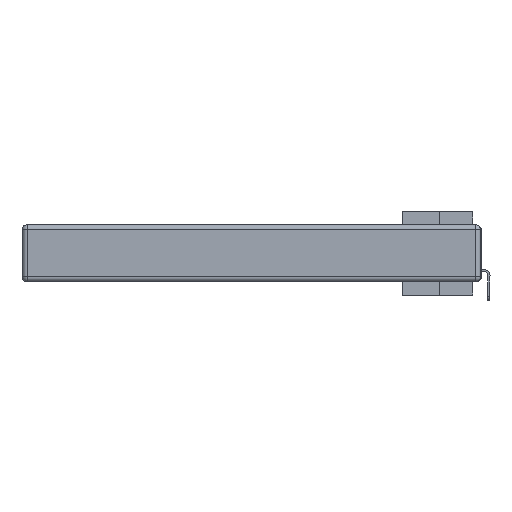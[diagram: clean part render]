
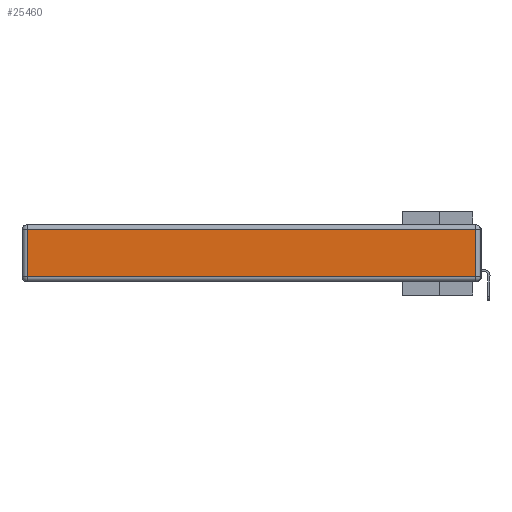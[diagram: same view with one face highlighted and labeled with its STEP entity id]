
A CAD part, left-side view. The second image highlights one B-rep face of the part: STEP entity #25460.
In plain terms, the highlighted planar face has unit normal (-1, 0, 0).
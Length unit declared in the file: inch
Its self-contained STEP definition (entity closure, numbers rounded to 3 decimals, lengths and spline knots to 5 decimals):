
#717 = CARTESIAN_POINT ( 'NONE',  ( 0., 2.72, -0.343 ) ) ;
#1308 = DIRECTION ( 'NONE',  ( 0., -1., 0. ) ) ;
#1335 = VECTOR ( 'NONE', #16559, 39.37008 ) ;
#2160 = VECTOR ( 'NONE', #21480, 39.37008 ) ;
#2897 = CARTESIAN_POINT ( 'NONE',  ( 0., 2.72, -0.313 ) ) ;
#3056 = PLANE ( 'NONE',  #29621 ) ;
#3556 = VERTEX_POINT ( 'NONE', #2897 ) ;
#4491 = CARTESIAN_POINT ( 'NONE',  ( 0., 0.03, -0.313 ) ) ;
#5605 = CARTESIAN_POINT ( 'NONE',  ( 0., 0.03, -0.343 ) ) ;
#8336 = VERTEX_POINT ( 'NONE', #4491 ) ;
#10548 = EDGE_CURVE ( 'NONE', #14037, #12709, #21504, .T. ) ;
#12523 = EDGE_LOOP ( 'NONE', ( #28825, #22575, #30515, #25596 ) ) ;
#12709 = VERTEX_POINT ( 'NONE', #30074 ) ;
#13457 = EDGE_CURVE ( 'NONE', #3556, #8336, #17827, .T. ) ;
#13573 = LINE ( 'NONE', #5605, #1335 ) ;
#14037 = VERTEX_POINT ( 'NONE', #22260 ) ;
#14679 = DIRECTION ( 'NONE',  ( 0., 0., 1. ) ) ;
#15734 = EDGE_CURVE ( 'NONE', #8336, #14037, #13573, .T. ) ;
#16559 = DIRECTION ( 'NONE',  ( 0., 0., 1. ) ) ;
#17142 = DIRECTION ( 'NONE',  ( -1., 0., 0. ) ) ;
#17827 = LINE ( 'NONE', #27413, #23428 ) ;
#21480 = DIRECTION ( 'NONE',  ( 0., 1., 0. ) ) ;
#21504 = LINE ( 'NONE', #28983, #2160 ) ;
#22260 = CARTESIAN_POINT ( 'NONE',  ( 0., 0.03, -0.03 ) ) ;
#22575 = ORIENTED_EDGE ( 'NONE', *, *, #15734, .T. ) ;
#23428 = VECTOR ( 'NONE', #1308, 39.37008 ) ;
#25460 = ADVANCED_FACE ( 'NONE', ( #29761 ), #3056, .T. ) ;
#25596 = ORIENTED_EDGE ( 'NONE', *, *, #28264, .T. ) ;
#27413 = CARTESIAN_POINT ( 'NONE',  ( 0., 0., -0.313 ) ) ;
#28264 = EDGE_CURVE ( 'NONE', #12709, #3556, #30086, .T. ) ;
#28825 = ORIENTED_EDGE ( 'NONE', *, *, #13457, .T. ) ;
#28949 = CARTESIAN_POINT ( 'NONE',  ( 0., 0., -0.343 ) ) ;
#28983 = CARTESIAN_POINT ( 'NONE',  ( 0., 2.75, -0.03 ) ) ;
#29107 = DIRECTION ( 'NONE',  ( 0., 0., -1. ) ) ;
#29621 = AXIS2_PLACEMENT_3D ( 'NONE', #28949, #17142, #14679 ) ;
#29761 = FACE_OUTER_BOUND ( 'NONE', #12523, .T. ) ;
#30074 = CARTESIAN_POINT ( 'NONE',  ( 0., 2.72, -0.03 ) ) ;
#30086 = LINE ( 'NONE', #717, #30459 ) ;
#30459 = VECTOR ( 'NONE', #29107, 39.37008 ) ;
#30515 = ORIENTED_EDGE ( 'NONE', *, *, #10548, .T. ) ;
